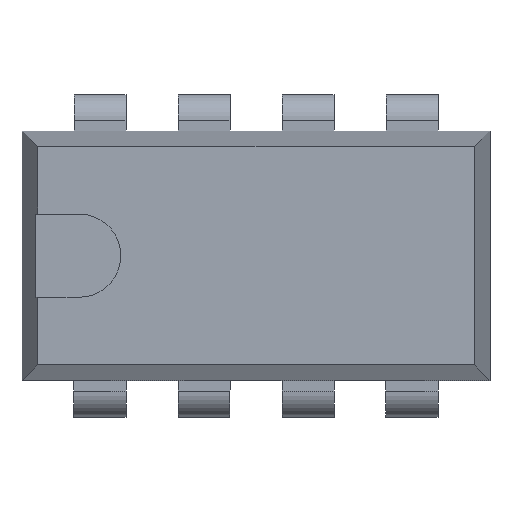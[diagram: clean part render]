
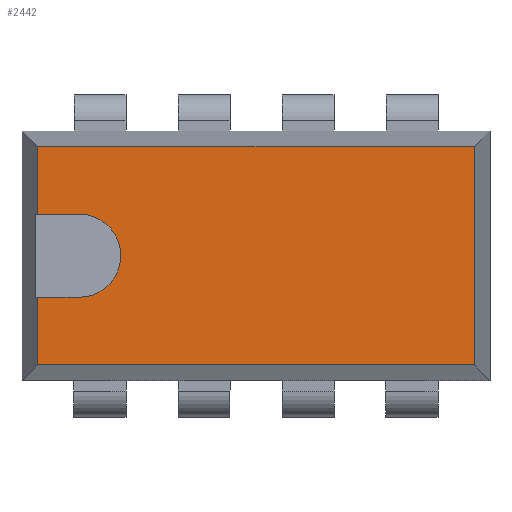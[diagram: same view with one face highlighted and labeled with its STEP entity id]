
A CAD part, top view. The second image highlights one B-rep face of the part: STEP entity #2442.
In plain terms, the highlighted planar face has unit normal (0, 0, 1).
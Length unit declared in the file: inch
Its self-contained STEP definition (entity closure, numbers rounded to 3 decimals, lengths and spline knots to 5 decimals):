
#34=PLANE('',#2604);
#148=FACE_OUTER_BOUND('',#278,.T.);
#278=EDGE_LOOP('',(#1853,#1854,#1855,#1856,#1857,#1858,#1859,#1860));
#529=LINE('',#3701,#855);
#530=LINE('',#3703,#856);
#531=LINE('',#3705,#857);
#532=LINE('',#3707,#858);
#533=LINE('',#3709,#859);
#534=LINE('',#3711,#860);
#535=LINE('',#3712,#861);
#855=VECTOR('',#2953,39.37008);
#856=VECTOR('',#2954,39.37008);
#857=VECTOR('',#2955,39.37008);
#858=VECTOR('',#2956,39.37008);
#859=VECTOR('',#2957,39.37008);
#860=VECTOR('',#2958,39.37008);
#861=VECTOR('',#2959,39.37008);
#1040=CIRCLE('',#2567,0.04);
#1075=VERTEX_POINT('',#3390);
#1076=VERTEX_POINT('',#3392);
#1205=VERTEX_POINT('',#3700);
#1206=VERTEX_POINT('',#3702);
#1207=VERTEX_POINT('',#3704);
#1208=VERTEX_POINT('',#3706);
#1209=VERTEX_POINT('',#3708);
#1210=VERTEX_POINT('',#3710);
#1307=EDGE_CURVE('',#1075,#1076,#1040,.T.);
#1465=EDGE_CURVE('',#1205,#1075,#529,.T.);
#1466=EDGE_CURVE('',#1205,#1206,#530,.T.);
#1467=EDGE_CURVE('',#1206,#1207,#531,.T.);
#1468=EDGE_CURVE('',#1207,#1208,#532,.T.);
#1469=EDGE_CURVE('',#1208,#1209,#533,.T.);
#1470=EDGE_CURVE('',#1209,#1210,#534,.T.);
#1471=EDGE_CURVE('',#1076,#1210,#535,.T.);
#1853=ORIENTED_EDGE('',*,*,#1307,.F.);
#1854=ORIENTED_EDGE('',*,*,#1465,.F.);
#1855=ORIENTED_EDGE('',*,*,#1466,.T.);
#1856=ORIENTED_EDGE('',*,*,#1467,.T.);
#1857=ORIENTED_EDGE('',*,*,#1468,.T.);
#1858=ORIENTED_EDGE('',*,*,#1469,.T.);
#1859=ORIENTED_EDGE('',*,*,#1470,.T.);
#1860=ORIENTED_EDGE('',*,*,#1471,.F.);
#2442=ADVANCED_FACE('',(#148),#34,.F.);
#2567=AXIS2_PLACEMENT_3D('',#3393,#2736,#2737);
#2604=AXIS2_PLACEMENT_3D('',#3699,#2951,#2952);
#2736=DIRECTION('center_axis',(0.,0.,
1.));
#2737=DIRECTION('ref_axis',(1.,0.,0.));
#2951=DIRECTION('center_axis',(0.,0.,
-1.));
#2952=DIRECTION('ref_axis',(-1.,0.,0.));
#2953=DIRECTION('',(1.,0.,0.));
#2954=DIRECTION('',(0.,-1.,0.));
#2955=DIRECTION('',(1.,0.,0.));
#2956=DIRECTION('',(0.,1.,0.));
#2957=DIRECTION('',(-1.,0.,0.));
#2958=DIRECTION('',(0.,-1.,0.));
#2959=DIRECTION('',(-1.,0.,0.));
#3390=CARTESIAN_POINT('',(-0.23001,-0.035,0.15));
#3392=CARTESIAN_POINT('',(-0.23001,0.045,0.15));
#3393=CARTESIAN_POINT('Origin',(-0.23001,0.005,0.15));
#3699=CARTESIAN_POINT('Origin',(-0.285,-0.115,0.15));
#3700=CARTESIAN_POINT('',(-0.27001,-0.035,0.15));
#3701=CARTESIAN_POINT('',(-0.31992,-0.035,0.15));
#3702=CARTESIAN_POINT('',(-0.27001,-0.10001,0.15));
#3703=CARTESIAN_POINT('',(-0.27001,-0.115,0.15));
#3704=CARTESIAN_POINT('',(0.15001,-0.10001,0.15));
#3705=CARTESIAN_POINT('',(-0.285,-0.10001,0.15));
#3706=CARTESIAN_POINT('',(0.15001,0.11001,0.15));
#3707=CARTESIAN_POINT('',(0.15001,-0.115,0.15));
#3708=CARTESIAN_POINT('',(-0.27001,0.11001,0.15));
#3709=CARTESIAN_POINT('',(-0.285,0.11001,0.15));
#3710=CARTESIAN_POINT('',(-0.27001,0.045,0.15));
#3711=CARTESIAN_POINT('',(-0.27001,-0.115,0.15));
#3712=CARTESIAN_POINT('',(-0.31992,0.045,0.15));
